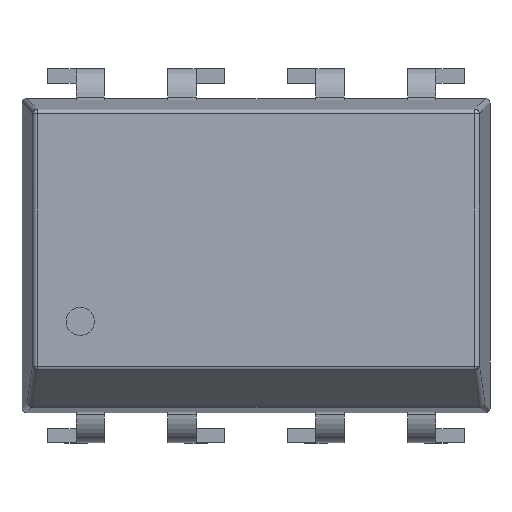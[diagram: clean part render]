
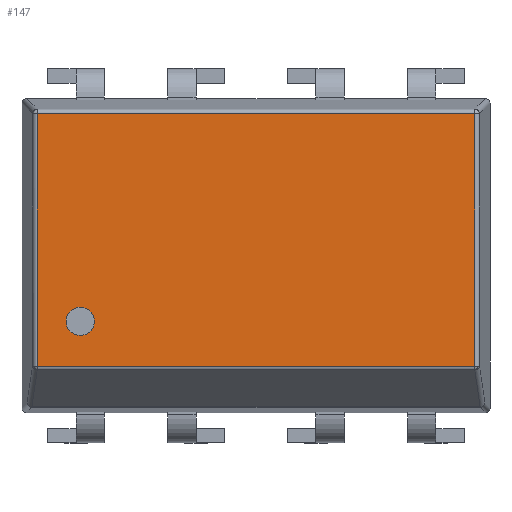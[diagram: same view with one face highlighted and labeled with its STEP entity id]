
A CAD part, top view. The second image highlights one B-rep face of the part: STEP entity #147.
In plain terms, the highlighted planar face has unit normal (0, 0, 1).
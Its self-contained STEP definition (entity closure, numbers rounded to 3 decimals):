
#147=ADVANCED_FACE('',(#2180,#2182),#2184,.T.);
#2180=FACE_BOUND('',#2181,.T.);
#2181=EDGE_LOOP('',(#3795,#3796,#3797,#3798));
#2182=FACE_BOUND('',#2183,.T.);
#2183=EDGE_LOOP('',(#3799));
#2184=PLANE('',#2185);
#2185=AXIS2_PLACEMENT_3D('',#2186,#2187,#2188);
#2186=CARTESIAN_POINT('',(0.,0.,4.6));
#2187=DIRECTION('',(0.,0.,1.));
#2188=DIRECTION('',(1.,0.,0.));
#3795=ORIENTED_EDGE('',*,*,#4789,.T.);
#3796=ORIENTED_EDGE('',*,*,#4790,.T.);
#3797=ORIENTED_EDGE('',*,*,#4791,.T.);
#3798=ORIENTED_EDGE('',*,*,#4792,.T.);
#3799=ORIENTED_EDGE('',*,*,#4788,.F.);
#4788=EDGE_CURVE('',#5285,#5285,#5286,.T.);
#4789=EDGE_CURVE('',#5287,#5288,#5289,.T.);
#4790=EDGE_CURVE('',#5288,#5290,#5291,.T.);
#4791=EDGE_CURVE('',#5290,#5292,#5293,.T.);
#4792=EDGE_CURVE('',#5292,#5287,#5294,.F.);
#5285=VERTEX_POINT('',#6081);
#5286=CIRCLE('',#6082,0.3);
#5287=VERTEX_POINT('',#6086);
#5288=VERTEX_POINT('',#6087);
#5289=LINE('',#6088,#6089);
#5290=VERTEX_POINT('',#6091);
#5291=LINE('',#6092,#6093);
#5292=VERTEX_POINT('',#6095);
#5293=LINE('',#6096,#6097);
#5294=LINE('',#6099,#6100);
#6081=CARTESIAN_POINT('',(0.388,2.418,4.6));
#6082=AXIS2_PLACEMENT_3D('',#6083,#6084,#6085);
#6083=CARTESIAN_POINT('',(0.088,2.418,4.6));
#6084=DIRECTION('',(0.,0.,1.));
#6085=DIRECTION('',(1.,0.,0.));
#6086=CARTESIAN_POINT('',(8.443,1.465,4.6));
#6087=CARTESIAN_POINT('',(8.443,6.813,4.6));
#6088=CARTESIAN_POINT('',(8.443,1.465,4.6));
#6089=VECTOR('',#6090,1.);
#6090=DIRECTION('',(0.,1.,0.));
#6091=CARTESIAN_POINT('',(-0.823,6.813,4.6));
#6092=CARTESIAN_POINT('',(8.443,6.813,4.6));
#6093=VECTOR('',#6094,1.);
#6094=DIRECTION('',(-1.,0.,0.));
#6095=CARTESIAN_POINT('',(-0.823,1.465,4.6));
#6096=CARTESIAN_POINT('',(-0.823,6.813,4.6));
#6097=VECTOR('',#6098,1.);
#6098=DIRECTION('',(0.,-1.,0.));
#6099=CARTESIAN_POINT('',(8.443,1.465,4.6));
#6100=VECTOR('',#6101,1.);
#6101=DIRECTION('',(-1.,0.,0.));
